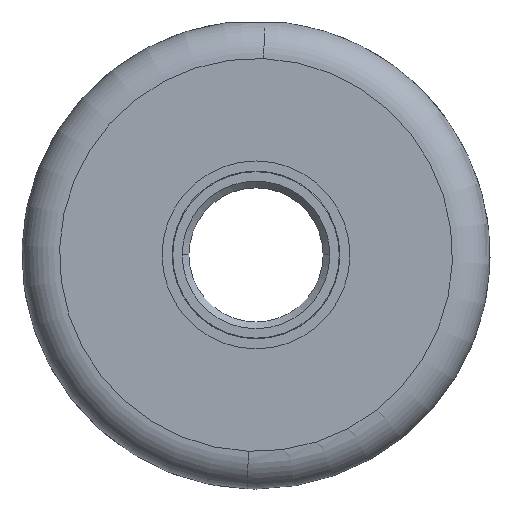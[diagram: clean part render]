
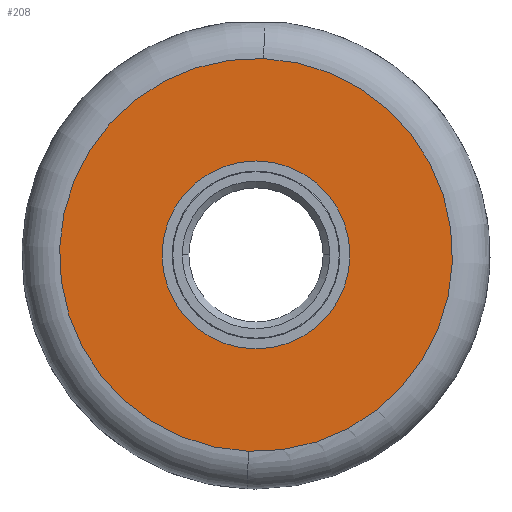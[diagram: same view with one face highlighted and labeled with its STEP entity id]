
A CAD part, top view. The second image highlights one B-rep face of the part: STEP entity #208.
In plain terms, the highlighted planar face has unit normal (0, 0, 1).
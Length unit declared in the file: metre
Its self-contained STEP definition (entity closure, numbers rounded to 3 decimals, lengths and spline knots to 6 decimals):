
#208=ADVANCED_FACE('0:442',(#453,#454),#455,.F.);
#453=FACE_OUTER_BOUND('',#716,.T.);
#454=FACE_BOUND('',#717,.T.);
#455=PLANE('',#718);
#716=EDGE_LOOP('',(#1701,#1702));
#717=EDGE_LOOP('',(#1703,#1704));
#718=AXIS2_PLACEMENT_3D('',#1705,#1706,#1707);
#1701=ORIENTED_EDGE('',*,*,#2036,.F.);
#1702=ORIENTED_EDGE('',*,*,#1819,.F.);
#1703=ORIENTED_EDGE('',*,*,#1958,.F.);
#1704=ORIENTED_EDGE('',*,*,#1959,.F.);
#1705=CARTESIAN_POINT('',(0.,0.003,-0.034));
#1706=DIRECTION('',(0.0,0.,-1.0));
#1707=DIRECTION('',(-1.0,0.0,0.0));
#1819=EDGE_CURVE('0:817',#2164,#2167,#2168,.T.);
#1958=EDGE_CURVE('0:493',#2434,#2430,#2436,.T.);
#1959=EDGE_CURVE('0:493',#2430,#2434,#2437,.T.);
#2036=EDGE_CURVE('0:817',#2167,#2164,#2550,.T.);
#2164=VERTEX_POINT('',#2738);
#2167=VERTEX_POINT('',#2741);
#2168=CIRCLE('',#2742,0.02928);
#2430=VERTEX_POINT('',#3128);
#2434=VERTEX_POINT('',#3133);
#2436=CIRCLE('',#3136,0.014);
#2437=CIRCLE('',#3137,0.014);
#2550=CIRCLE('',#3333,0.02928);
#2738=CARTESIAN_POINT('',(0.001121,0.032259,-0.034));
#2741=CARTESIAN_POINT('',(-0.001121,-0.026259,-0.034));
#2742=AXIS2_PLACEMENT_3D('',#3608,#3609,#3610);
#3128=CARTESIAN_POINT('',(0.014,0.003,-0.034));
#3133=CARTESIAN_POINT('',(-0.014,0.003,-0.034));
#3136=AXIS2_PLACEMENT_3D('',#3893,#3894,#3895);
#3137=AXIS2_PLACEMENT_3D('',#3896,#3897,#3898);
#3333=AXIS2_PLACEMENT_3D('',#4081,#4082,#4083);
#3608=CARTESIAN_POINT('',(0.,0.003,-0.034));
#3609=DIRECTION('',(0.,0.,-1.0));
#3610=DIRECTION('',(0.038,0.999,0.));
#3893=CARTESIAN_POINT('',(0.,0.003,-0.034));
#3894=DIRECTION('',(0.0,0.,1.0));
#3895=DIRECTION('',(1.0,0.0,0.0));
#3896=CARTESIAN_POINT('',(0.,0.003,-0.034));
#3897=DIRECTION('',(0.0,0.,1.0));
#3898=DIRECTION('',(1.0,0.0,0.0));
#4081=CARTESIAN_POINT('',(0.,0.003,-0.034));
#4082=DIRECTION('',(0.,0.,-1.0));
#4083=DIRECTION('',(0.038,0.999,0.));
